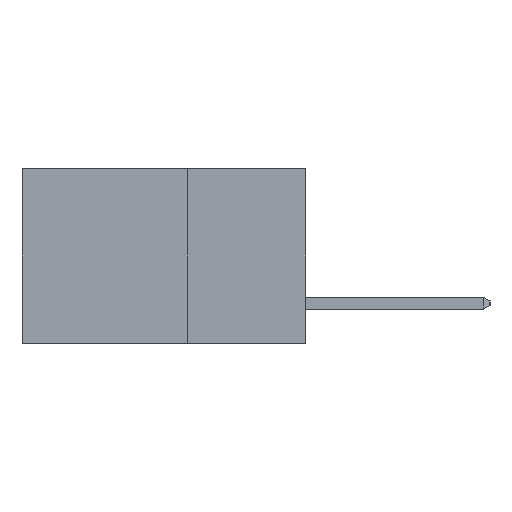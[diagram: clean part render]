
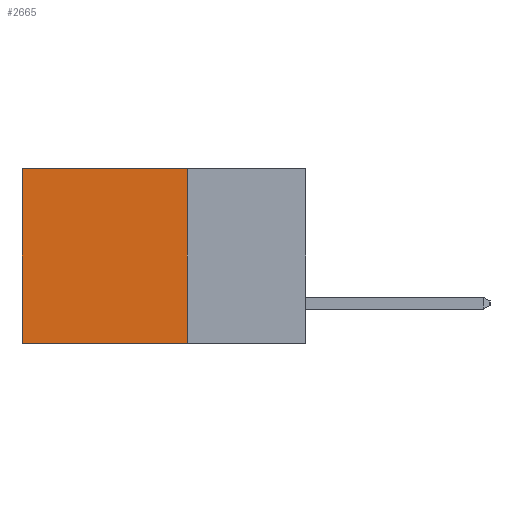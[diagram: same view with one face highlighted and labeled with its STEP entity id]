
A CAD part, left-side view. The second image highlights one B-rep face of the part: STEP entity #2665.
In plain terms, the highlighted planar face has unit normal (-1, 0, 0).
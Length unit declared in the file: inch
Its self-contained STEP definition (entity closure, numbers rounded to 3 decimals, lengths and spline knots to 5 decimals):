
#1651 = VERTEX_POINT ( 'NONE', #21723 ) ;
#2665 = ADVANCED_FACE ( 'NONE', ( #4158 ), #5963, .F. ) ;
#3501 = VECTOR ( 'NONE', #15323, 39.37008 ) ;
#3609 = ORIENTED_EDGE ( 'NONE', *, *, #15327, .T. ) ;
#4158 = FACE_OUTER_BOUND ( 'NONE', #7819, .T. ) ;
#4440 = DIRECTION ( 'NONE',  ( 0., 0., -1. ) ) ;
#5748 = VECTOR ( 'NONE', #15242, 39.37008 ) ;
#5905 = CARTESIAN_POINT ( 'NONE',  ( 0.298, 0.25, 0. ) ) ;
#5911 = DIRECTION ( 'NONE',  ( 0., 1., 0. ) ) ;
#5963 = PLANE ( 'NONE',  #15312 ) ;
#6352 = LINE ( 'NONE', #24745, #5748 ) ;
#7819 = EDGE_LOOP ( 'NONE', ( #8080, #10790, #15620, #3609 ) ) ;
#7984 = EDGE_CURVE ( 'NONE', #15880, #20551, #10250, .T. ) ;
#8080 = ORIENTED_EDGE ( 'NONE', *, *, #23792, .T. ) ;
#8603 = LINE ( 'NONE', #24828, #3501 ) ;
#10250 = LINE ( 'NONE', #19351, #19462 ) ;
#10376 = VECTOR ( 'NONE', #5911, 39.37008 ) ;
#10699 = CARTESIAN_POINT ( 'NONE',  ( 0.298, 0.6, -0.37 ) ) ;
#10790 = ORIENTED_EDGE ( 'NONE', *, *, #16756, .F. ) ;
#15242 = DIRECTION ( 'NONE',  ( 0., 1., 0. ) ) ;
#15312 = AXIS2_PLACEMENT_3D ( 'NONE', #5905, #24310, #4440 ) ;
#15323 = DIRECTION ( 'NONE',  ( 0., 0., -1. ) ) ;
#15327 = EDGE_CURVE ( 'NONE', #15880, #1651, #6352, .T. ) ;
#15620 = ORIENTED_EDGE ( 'NONE', *, *, #7984, .F. ) ;
#15641 = LINE ( 'NONE', #17602, #10376 ) ;
#15880 = VERTEX_POINT ( 'NONE', #18772 ) ;
#16756 = EDGE_CURVE ( 'NONE', #20551, #19777, #15641, .T. ) ;
#17602 = CARTESIAN_POINT ( 'NONE',  ( 0.298, 0.25, -0.37 ) ) ;
#18772 = CARTESIAN_POINT ( 'NONE',  ( 0.298, 0.25, 0. ) ) ;
#19351 = CARTESIAN_POINT ( 'NONE',  ( 0.298, 0.25, 0. ) ) ;
#19462 = VECTOR ( 'NONE', #19649, 39.37008 ) ;
#19649 = DIRECTION ( 'NONE',  ( 0., 0., -1. ) ) ;
#19777 = VERTEX_POINT ( 'NONE', #10699 ) ;
#19989 = CARTESIAN_POINT ( 'NONE',  ( 0.298, 0.25, -0.37 ) ) ;
#20551 = VERTEX_POINT ( 'NONE', #19989 ) ;
#21723 = CARTESIAN_POINT ( 'NONE',  ( 0.298, 0.6, 0. ) ) ;
#23792 = EDGE_CURVE ( 'NONE', #1651, #19777, #8603, .T. ) ;
#24310 = DIRECTION ( 'NONE',  ( 1., 0., 0. ) ) ;
#24745 = CARTESIAN_POINT ( 'NONE',  ( 0.298, 0.25, 0. ) ) ;
#24828 = CARTESIAN_POINT ( 'NONE',  ( 0.298, 0.6, 0. ) ) ;
